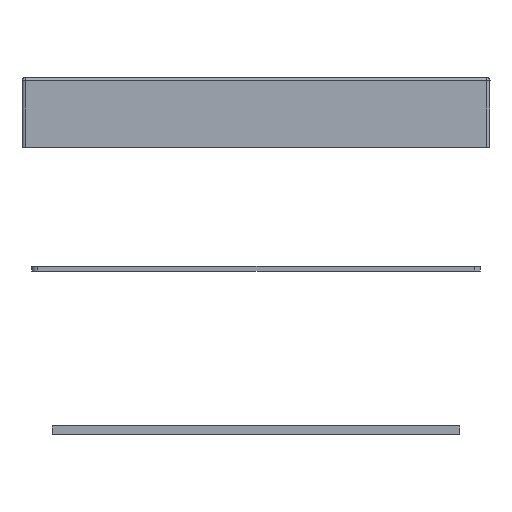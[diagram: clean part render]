
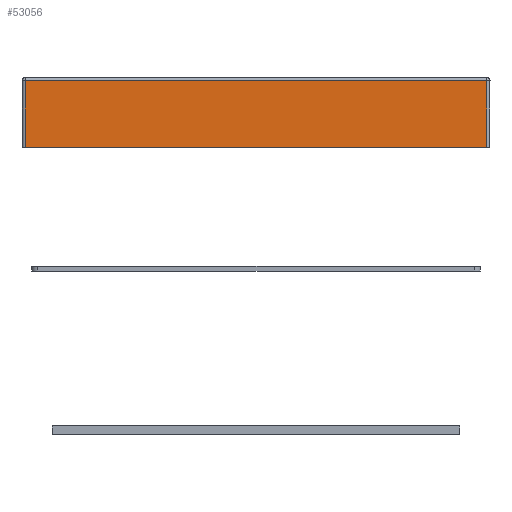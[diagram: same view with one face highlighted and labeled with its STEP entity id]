
A CAD part, left-side view. The second image highlights one B-rep face of the part: STEP entity #53056.
In plain terms, the highlighted planar face has unit normal (-1, 0, 0).
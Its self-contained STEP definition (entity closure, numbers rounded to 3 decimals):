
#2962=FACE_OUTER_BOUND('',#5831,.T.);
#5831=EDGE_LOOP('',(#47663,#47664,#47665,#47666));
#13079=LINE('',#82807,#20471);
#13082=LINE('',#82814,#20474);
#13089=LINE('',#82838,#20481);
#13093=LINE('',#82845,#20485);
#20471=VECTOR('',#67855,10.);
#20474=VECTOR('',#67862,10.);
#20481=VECTOR('',#67889,10.);
#20485=VECTOR('',#67899,10.);
#25516=VERTEX_POINT('',#82778);
#25525=VERTEX_POINT('',#82803);
#25526=VERTEX_POINT('',#82810);
#25534=VERTEX_POINT('',#82836);
#32909=EDGE_CURVE('',#25516,#25525,#13079,.T.);
#32913=EDGE_CURVE('',#25525,#25526,#13082,.T.);
#32925=EDGE_CURVE('',#25534,#25516,#13089,.T.);
#32929=EDGE_CURVE('',#25526,#25534,#13093,.T.);
#47663=ORIENTED_EDGE('',*,*,#32925,.F.);
#47664=ORIENTED_EDGE('',*,*,#32929,.F.);
#47665=ORIENTED_EDGE('',*,*,#32913,.F.);
#47666=ORIENTED_EDGE('',*,*,#32909,.F.);
#50559=PLANE('',#55662);
#53056=ADVANCED_FACE('',(#2962),#50559,.T.);
#55662=AXIS2_PLACEMENT_3D('',#82936,#67947,#67948);
#67855=DIRECTION('',(0.,-1.,0.));
#67862=DIRECTION('',(0.,0.,-1.));
#67889=DIRECTION('',(0.,0.,1.));
#67899=DIRECTION('',(0.,1.,0.));
#67947=DIRECTION('center_axis',(-1.,0.,0.));
#67948=DIRECTION('ref_axis',(0.,-1.,0.));
#82778=CARTESIAN_POINT('',(-6.38,137.497,58.5));
#82803=CARTESIAN_POINT('',(-6.38,-8.04,58.5));
#82807=CARTESIAN_POINT('',(-6.38,101.613,58.5));
#82810=CARTESIAN_POINT('',(-6.38,-8.04,37.5));
#82814=CARTESIAN_POINT('',(-6.38,-8.04,51.5));
#82836=CARTESIAN_POINT('',(-6.38,137.497,37.5));
#82838=CARTESIAN_POINT('',(-6.38,137.497,51.5));
#82845=CARTESIAN_POINT('',(-6.38,-9.04,37.5));
#82936=CARTESIAN_POINT('Origin',(-6.38,138.497,51.5));
